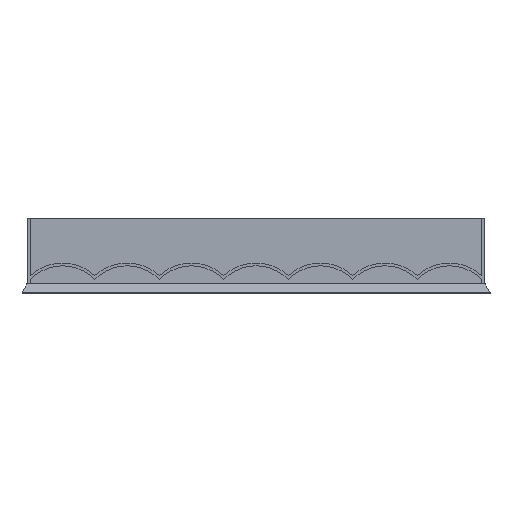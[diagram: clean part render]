
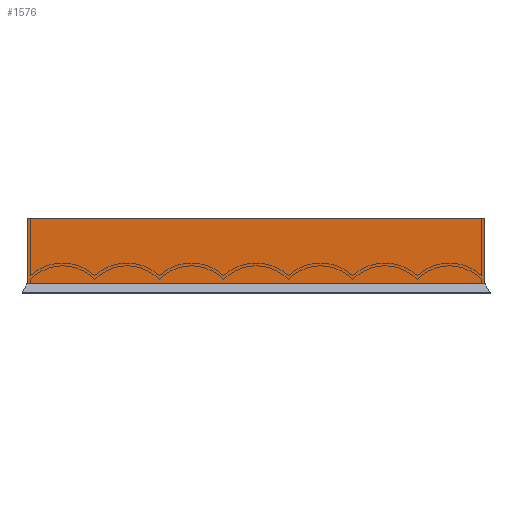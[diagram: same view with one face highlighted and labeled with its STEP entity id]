
A CAD part, left-side view. The second image highlights one B-rep face of the part: STEP entity #1576.
In plain terms, the highlighted planar face has unit normal (-1, 0, 0).
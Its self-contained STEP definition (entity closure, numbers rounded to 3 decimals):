
#10 = LINE ( 'NONE', #121, #474 ) ;
#98 = DIRECTION ( 'NONE',  ( 0., 0., -1. ) ) ;
#121 = CARTESIAN_POINT ( 'NONE',  ( -288.5, 163.5, 54. ) ) ;
#142 = ORIENTED_EDGE ( 'NONE', *, *, #1469, .F. ) ;
#184 = ORIENTED_EDGE ( 'NONE', *, *, #2286, .T. ) ;
#202 = VERTEX_POINT ( 'NONE', #1904 ) ;
#217 = EDGE_CURVE ( 'NONE', #202, #1416, #440, .T. ) ;
#220 = VECTOR ( 'NONE', #606, 1000. ) ;
#244 = EDGE_LOOP ( 'NONE', ( #1670, #184, #142, #2107 ) ) ;
#440 = LINE ( 'NONE', #1203, #220 ) ;
#474 = VECTOR ( 'NONE', #1645, 1000. ) ;
#498 = PLANE ( 'NONE',  #2468 ) ;
#504 = VECTOR ( 'NONE', #1769, 1000. ) ;
#586 = EDGE_CURVE ( 'NONE', #1416, #1570, #10, .T. ) ;
#606 = DIRECTION ( 'NONE',  ( 0., 1., 0. ) ) ;
#1002 = LINE ( 'NONE', #1399, #504 ) ;
#1203 = CARTESIAN_POINT ( 'NONE',  ( -288.5, -163.5, 54. ) ) ;
#1245 = VECTOR ( 'NONE', #1657, 1000. ) ;
#1275 = CARTESIAN_POINT ( 'NONE',  ( -288.5, -163.5, 7. ) ) ;
#1399 = CARTESIAN_POINT ( 'NONE',  ( -288.5, -163.5, 54. ) ) ;
#1416 = VERTEX_POINT ( 'NONE', #1543 ) ;
#1429 = CARTESIAN_POINT ( 'NONE',  ( -288.5, -163.5, 54. ) ) ;
#1469 = EDGE_CURVE ( 'NONE', #202, #2219, #1002, .T. ) ;
#1543 = CARTESIAN_POINT ( 'NONE',  ( -288.5, 163.5, 54. ) ) ;
#1570 = VERTEX_POINT ( 'NONE', #2214 ) ;
#1576 = ADVANCED_FACE ( 'NONE', ( #2095 ), #498, .T. ) ;
#1645 = DIRECTION ( 'NONE',  ( 0., 0., -1. ) ) ;
#1657 = DIRECTION ( 'NONE',  ( 0., -1., 0. ) ) ;
#1670 = ORIENTED_EDGE ( 'NONE', *, *, #586, .T. ) ;
#1769 = DIRECTION ( 'NONE',  ( 0., 0., -1. ) ) ;
#1904 = CARTESIAN_POINT ( 'NONE',  ( -288.5, -163.5, 54. ) ) ;
#2095 = FACE_OUTER_BOUND ( 'NONE', #244, .T. ) ;
#2107 = ORIENTED_EDGE ( 'NONE', *, *, #217, .T. ) ;
#2214 = CARTESIAN_POINT ( 'NONE',  ( -288.5, 163.5, 7. ) ) ;
#2219 = VERTEX_POINT ( 'NONE', #2247 ) ;
#2247 = CARTESIAN_POINT ( 'NONE',  ( -288.5, -163.5, 7. ) ) ;
#2286 = EDGE_CURVE ( 'NONE', #1570, #2219, #2287, .T. ) ;
#2287 = LINE ( 'NONE', #1275, #1245 ) ;
#2413 = DIRECTION ( 'NONE',  ( -1., 0., 0. ) ) ;
#2468 = AXIS2_PLACEMENT_3D ( 'NONE', #1429, #2413, #98 ) ;
